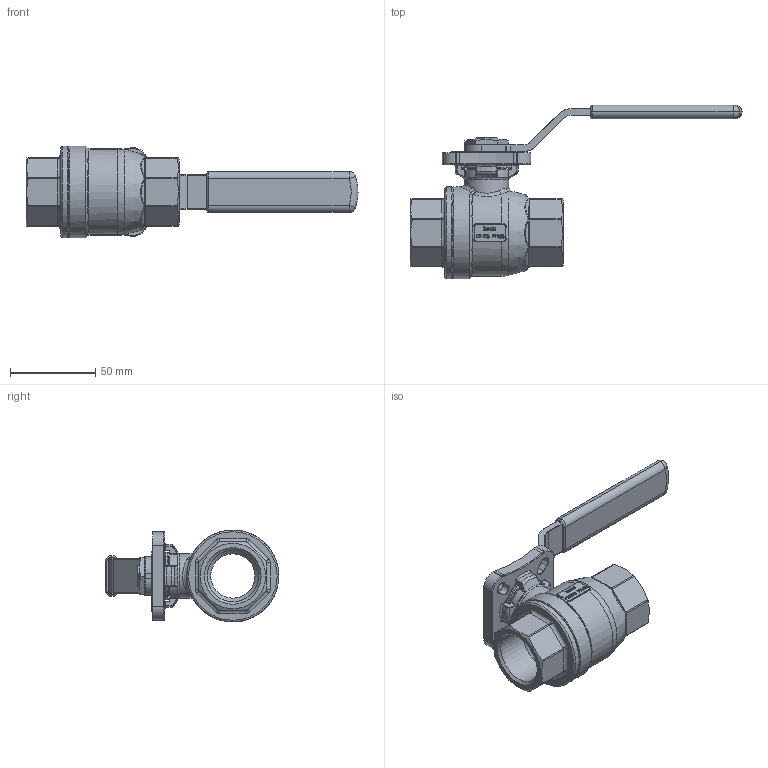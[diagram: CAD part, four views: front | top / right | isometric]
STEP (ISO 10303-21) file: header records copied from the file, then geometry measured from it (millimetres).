
FILE_DESCRIPTION (( 'STEP AP214' ), '1' );
FILE_NAME ('K2DA-100-4 Kugelhahn 2-teilig heco.STEP', '2015-05-22T08:40:41', ( 'test' ), ( '' ), 'SwSTEP 2.0', 'SolidWorks 2011', '' );
FILE_SCHEMA (( 'AUTOMOTIVE_DESIGN' ));
Length unit declared in the file: millimetre
Products named in the file (1): K2DA-100-4 Kugelhahn 2-teilig heco
Bounding box: 195 x 102 x 54 mm (x, y, z)
Volume: 145484.9 mm3; surface area: 42046 mm2
Topology: 1 solids, 1 shells, 1007 faces, 2568 edges, 1584 vertices
Faces by surface type: plane 337, bspline 324, cylinder 211, torus 105, cone 18, sphere 12
Full cylindrical faces by diameter (mm): 6 x1, 18 x1, 22 x1, 26 x2, 28 x2, 30.29 x2, 32 x1, 54 x2
Entity records: 54152 total; most frequent: CARTESIAN_POINT 21096, ORIENTED_EDGE 5014, DIRECTION 3808, EDGE_CURVE 2507, VERTEX_POINT 1572, AXIS2_PLACEMENT_3D 1337, VECTOR 1134, LINE 1134
